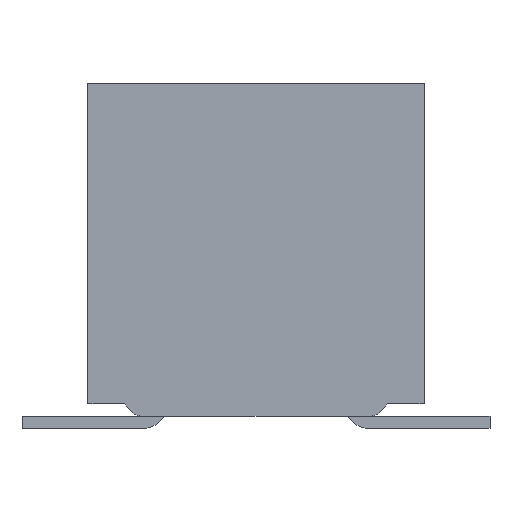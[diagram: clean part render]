
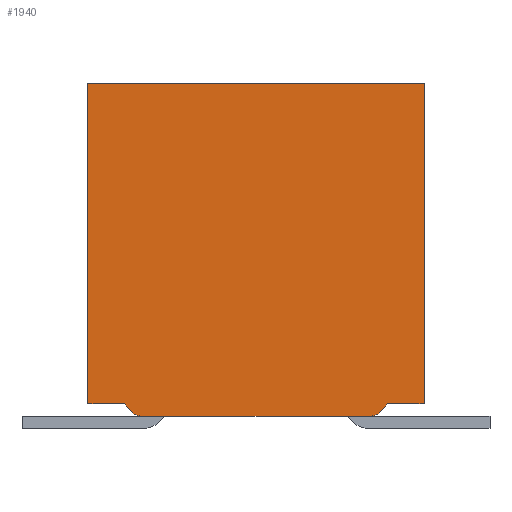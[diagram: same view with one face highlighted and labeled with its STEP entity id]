
A CAD part, left-side view. The second image highlights one B-rep face of the part: STEP entity #1940.
In plain terms, the highlighted planar face has unit normal (-1, 0, 0).
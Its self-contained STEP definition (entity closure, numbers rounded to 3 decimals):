
#134=DIRECTION('',(0.,-1.,0.));
#135=VECTOR('',#134,2.73);
#136=CARTESIAN_POINT('',(-2.8,1.365,0.));
#137=LINE('',#136,#135);
#310=DIRECTION('',(0.,0.,-1.));
#311=VECTOR('',#310,2.6);
#312=CARTESIAN_POINT('',(-2.8,-1.365,0.));
#313=LINE('',#312,#311);
#314=DIRECTION('',(0.,-1.,0.));
#315=VECTOR('',#314,0.3);
#316=CARTESIAN_POINT('',(-2.8,-1.065,-2.6));
#317=LINE('',#316,#315);
#318=DIRECTION('',(0.,-0.639,0.769));
#319=VECTOR('',#318,0.083);
#320=CARTESIAN_POINT('',(-2.8,-1.012,-2.664));
#321=LINE('',#320,#319);
#322=CARTESIAN_POINT('',(-2.8,-0.935,-2.6));
#323=DIRECTION('',(-1.,0.,0.));
#324=DIRECTION('',(0.,0.,-1.));
#325=AXIS2_PLACEMENT_3D('',#322,#323,#324);
#327=DIRECTION('',(0.,1.,0.));
#328=VECTOR('',#327,1.87);
#329=CARTESIAN_POINT('',(-2.8,-0.935,-2.7));
#330=LINE('',#329,#328);
#331=CARTESIAN_POINT('',(-2.8,0.935,-2.6));
#332=DIRECTION('',(1.,0.,0.));
#333=DIRECTION('',(0.,0.,-1.));
#334=AXIS2_PLACEMENT_3D('',#331,#332,#333);
#336=DIRECTION('',(0.,0.639,0.769));
#337=VECTOR('',#336,0.083);
#338=CARTESIAN_POINT('',(-2.8,1.012,-2.664));
#339=LINE('',#338,#337);
#340=DIRECTION('',(0.,1.,0.));
#341=VECTOR('',#340,0.3);
#342=CARTESIAN_POINT('',(-2.8,1.065,-2.6));
#343=LINE('',#342,#341);
#344=DIRECTION('',(0.,0.,1.));
#345=VECTOR('',#344,2.6);
#346=CARTESIAN_POINT('',(-2.8,1.365,-2.6));
#347=LINE('',#346,#345);
#1398=CARTESIAN_POINT('',(-2.8,1.365,0.));
#1399=CARTESIAN_POINT('',(-2.8,-1.365,0.));
#1400=VERTEX_POINT('',#1398);
#1401=VERTEX_POINT('',#1399);
#1414=CARTESIAN_POINT('',(-2.8,-1.065,-2.6));
#1415=CARTESIAN_POINT('',(-2.8,-1.365,-2.6));
#1416=VERTEX_POINT('',#1414);
#1417=VERTEX_POINT('',#1415);
#1418=CARTESIAN_POINT('',(-2.8,-1.012,-2.664));
#1419=VERTEX_POINT('',#1418);
#1420=CARTESIAN_POINT('',(-2.8,-0.935,-2.7));
#1421=VERTEX_POINT('',#1420);
#1428=CARTESIAN_POINT('',(-2.8,1.012,-2.664));
#1429=CARTESIAN_POINT('',(-2.8,1.065,-2.6));
#1430=VERTEX_POINT('',#1428);
#1431=VERTEX_POINT('',#1429);
#1432=CARTESIAN_POINT('',(-2.8,1.365,-2.6));
#1433=VERTEX_POINT('',#1432);
#1436=CARTESIAN_POINT('',(-2.8,0.935,-2.7));
#1437=VERTEX_POINT('',#1436);
#1914=CARTESIAN_POINT('',(-2.8,1.365,0.));
#1915=DIRECTION('',(-1.,0.,0.));
#1916=DIRECTION('',(0.,-1.,0.));
#1917=AXIS2_PLACEMENT_3D('',#1914,#1915,#1916);
#1918=PLANE('',#1917);
#1920=ORIENTED_EDGE('',*,*,#1919,.T.);
#1922=ORIENTED_EDGE('',*,*,#1921,.F.);
#1924=ORIENTED_EDGE('',*,*,#1923,.F.);
#1926=ORIENTED_EDGE('',*,*,#1925,.F.);
#1928=ORIENTED_EDGE('',*,*,#1927,.T.);
#1930=ORIENTED_EDGE('',*,*,#1929,.T.);
#1932=ORIENTED_EDGE('',*,*,#1931,.T.);
#1934=ORIENTED_EDGE('',*,*,#1933,.T.);
#1936=ORIENTED_EDGE('',*,*,#1935,.T.);
#1937=ORIENTED_EDGE('',*,*,#1803,.T.);
#1938=EDGE_LOOP('',(#1920,#1922,#1924,#1926,#1928,#1930,#1932,#1934,#1936,
#1937));
#1939=FACE_OUTER_BOUND('',#1938,.F.);
#326=CIRCLE('',#325,0.1);
#335=CIRCLE('',#334,0.1);
#1803=EDGE_CURVE('',#1400,#1401,#137,.T.);
#1919=EDGE_CURVE('',#1401,#1417,#313,.T.);
#1921=EDGE_CURVE('',#1416,#1417,#317,.T.);
#1923=EDGE_CURVE('',#1419,#1416,#321,.T.);
#1925=EDGE_CURVE('',#1421,#1419,#326,.T.);
#1927=EDGE_CURVE('',#1421,#1437,#330,.T.);
#1929=EDGE_CURVE('',#1437,#1430,#335,.T.);
#1931=EDGE_CURVE('',#1430,#1431,#339,.T.);
#1933=EDGE_CURVE('',#1431,#1433,#343,.T.);
#1935=EDGE_CURVE('',#1433,#1400,#347,.T.);
#1940=ADVANCED_FACE('',(#1939),#1918,.T.);
